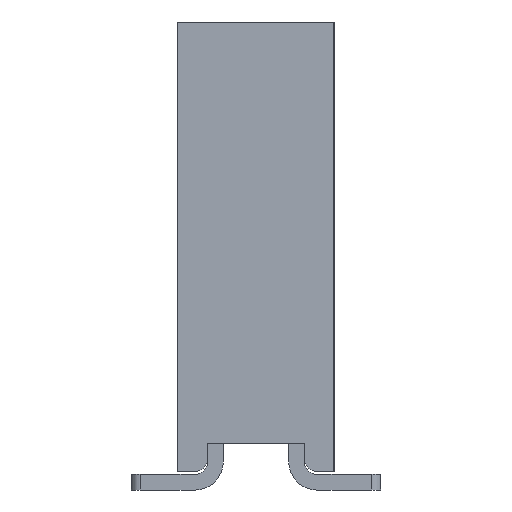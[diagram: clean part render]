
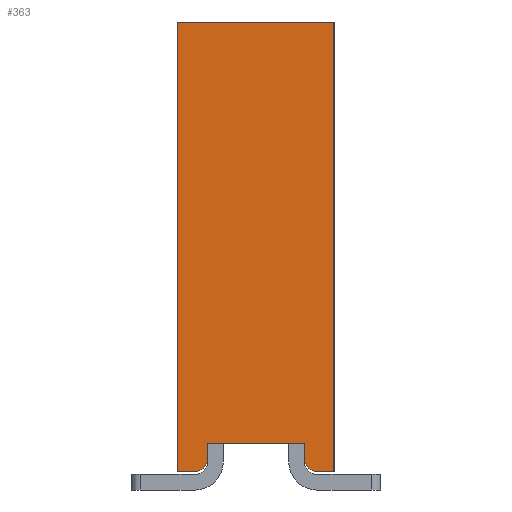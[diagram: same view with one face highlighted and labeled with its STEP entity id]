
A CAD part, left-side view. The second image highlights one B-rep face of the part: STEP entity #363.
In plain terms, the highlighted planar face has unit normal (-1, 0, 0).
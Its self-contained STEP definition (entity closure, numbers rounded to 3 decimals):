
#116=CIRCLE('',#9572,0.2);
#117=CIRCLE('',#9573,0.2);
#363=ADVANCED_FACE('',(#1265),#855,.T.);
#855=PLANE('',#9574);
#1265=FACE_OUTER_BOUND('',#1777,.T.);
#1777=EDGE_LOOP('',(#2652,#2653,#2654,#2655,#2656,#2657,#2658,#2659,#2660,
#2661));
#2652=ORIENTED_EDGE('',*,*,#6083,.T.);
#2653=ORIENTED_EDGE('',*,*,#6172,.T.);
#2654=ORIENTED_EDGE('',*,*,#6076,.T.);
#2655=ORIENTED_EDGE('',*,*,#6080,.F.);
#2656=ORIENTED_EDGE('',*,*,#6062,.F.);
#2657=ORIENTED_EDGE('',*,*,#6173,.T.);
#2658=ORIENTED_EDGE('',*,*,#6174,.T.);
#2659=ORIENTED_EDGE('',*,*,#6170,.T.);
#2660=ORIENTED_EDGE('',*,*,#6168,.T.);
#2661=ORIENTED_EDGE('',*,*,#6175,.F.);
#5167=VERTEX_POINT('',#13199);
#5168=VERTEX_POINT('',#13201);
#5176=VERTEX_POINT('',#13222);
#5179=VERTEX_POINT('',#13227);
#5184=VERTEX_POINT('',#13241);
#5185=VERTEX_POINT('',#13243);
#5267=VERTEX_POINT('',#13408);
#5269=VERTEX_POINT('',#13412);
#5271=VERTEX_POINT('',#13418);
#5272=VERTEX_POINT('',#13423);
#6062=EDGE_CURVE('',#5167,#5168,#7412,.T.);
#6076=EDGE_CURVE('',#5176,#5179,#7426,.T.);
#6080=EDGE_CURVE('',#5168,#5179,#7430,.T.);
#6083=EDGE_CURVE('',#5185,#5184,#7433,.T.);
#6168=EDGE_CURVE('',#5267,#5269,#7518,.T.);
#6170=EDGE_CURVE('',#5271,#5267,#7520,.T.);
#6172=EDGE_CURVE('',#5184,#5176,#116,.T.);
#6173=EDGE_CURVE('',#5167,#5272,#117,.T.);
#6174=EDGE_CURVE('',#5272,#5271,#7522,.T.);
#6175=EDGE_CURVE('',#5185,#5269,#7523,.T.);
#7412=LINE('',#13200,#8598);
#7426=LINE('',#13228,#8612);
#7430=LINE('',#13235,#8616);
#7433=LINE('',#13242,#8619);
#7518=LINE('',#13413,#8704);
#7520=LINE('',#13417,#8706);
#7522=LINE('',#13424,#8708);
#7523=LINE('',#13425,#8709);
#8598=VECTOR('',#10515,1.);
#8612=VECTOR('',#10533,1.);
#8616=VECTOR('',#10539,1.);
#8619=VECTOR('',#10544,1.);
#8704=VECTOR('',#10631,1.);
#8706=VECTOR('',#10635,1.);
#8708=VECTOR('',#10643,1.);
#8709=VECTOR('',#10644,1.);
#9572=AXIS2_PLACEMENT_3D('',#13421,#10639,#10640);
#9573=AXIS2_PLACEMENT_3D('',#13422,#10641,#10642);
#9574=AXIS2_PLACEMENT_3D('',#13426,#10645,#10646);
#10515=DIRECTION('',(0.,0.,1.));
#10533=DIRECTION('',(0.,0.,1.));
#10539=DIRECTION('',(0.,1.,0.));
#10544=DIRECTION('',(0.,-1.,0.));
#10631=DIRECTION('',(0.,1.,0.));
#10635=DIRECTION('',(0.,0.,1.));
#10639=DIRECTION('',(-1.,0.,0.));
#10640=DIRECTION('',(0.,0.,1.));
#10641=DIRECTION('',(-1.,0.,0.));
#10642=DIRECTION('',(0.,0.,1.));
#10643=DIRECTION('',(0.,-1.,0.));
#10644=DIRECTION('',(0.,0.,1.));
#10645=DIRECTION('',(-1.,0.,0.));
#10646=DIRECTION('',(0.,0.,1.));
#13199=CARTESIAN_POINT('',(0.,0.475,0.2));
#13200=CARTESIAN_POINT('',(0.,0.475,0.45));
#13201=CARTESIAN_POINT('',(0.,0.475,0.45));
#13222=CARTESIAN_POINT('',(0.,2.025,0.2));
#13227=CARTESIAN_POINT('',(0.,2.025,0.45));
#13228=CARTESIAN_POINT('',(0.,2.025,0.45));
#13235=CARTESIAN_POINT('',(0.,0.475,0.45));
#13241=CARTESIAN_POINT('',(0.,2.225,0.));
#13242=CARTESIAN_POINT('',(0.,1.25,0.));
#13243=CARTESIAN_POINT('',(0.,2.5,0.));
#13408=CARTESIAN_POINT('',(0.,0.,7.2));
#13412=CARTESIAN_POINT('',(0.,2.5,7.2));
#13413=CARTESIAN_POINT('',(0.,1.25,7.2));
#13417=CARTESIAN_POINT('',(0.,0.,0.));
#13418=CARTESIAN_POINT('',(0.,0.,0.));
#13421=CARTESIAN_POINT('',(0.,2.225,0.2));
#13422=CARTESIAN_POINT('',(0.,0.275,0.2));
#13423=CARTESIAN_POINT('',(0.,0.275,0.));
#13424=CARTESIAN_POINT('',(0.,1.25,0.));
#13425=CARTESIAN_POINT('',(0.,2.5,0.));
#13426=CARTESIAN_POINT('',(0.,1.25,0.));
